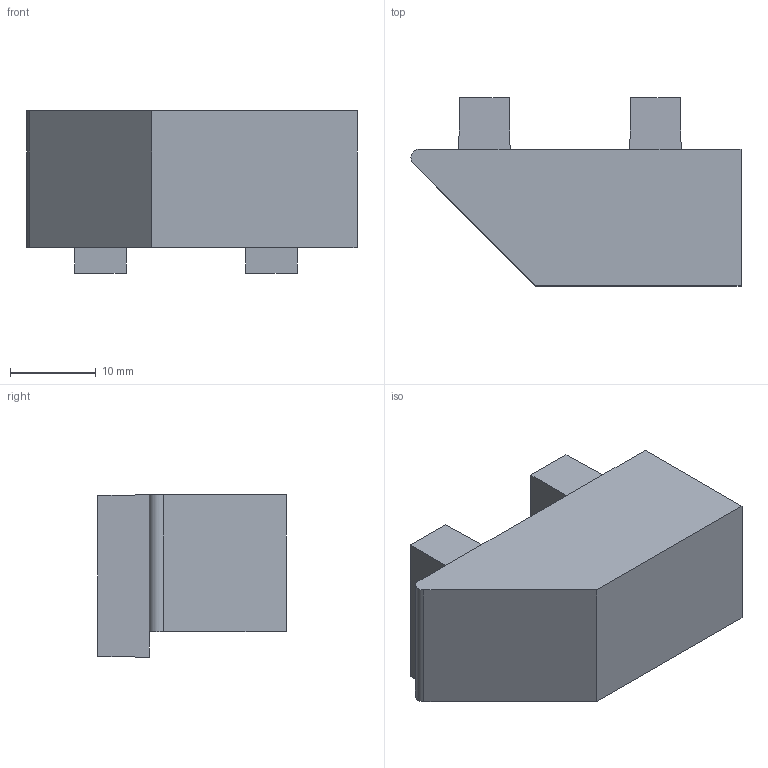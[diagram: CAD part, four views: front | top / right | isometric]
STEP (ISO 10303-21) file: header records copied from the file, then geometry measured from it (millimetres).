
FILE_DESCRIPTION(/* description */ (''),/* implementation_level */ '2;1');
FILE_NAME(/* name */ 'z-axis spacer_v6.step',/* time_stamp */ '2023-08-31T11:33:52-07:00',/* author */ (''),/* organization */ (''),/* preprocessor_version */ 'ST-DEVELOPER v20',/* originating_system */ 'Autodesk Translation Framework v12.9.0.99',/* authorisation */ '');
FILE_SCHEMA (('AUTOMOTIVE_DESIGN { 1 0 10303 214 3 1 1 }'));
Length unit declared in the file: millimetre
Products named in the file (1): z-axis spacer
Bounding box: 38.58 x 22 x 19 mm (x, y, z)
Volume: 9509 mm3; surface area: 3280.7 mm2
Topology: 1 solids, 1 shells, 21 faces, 49 edges, 30 vertices
Faces by surface type: plane 20, cylinder 1
Entity records: 614 total; most frequent: CARTESIAN_POINT 101, ORIENTED_EDGE 98, DIRECTION 95, EDGE_CURVE 49, LINE 47, VECTOR 47, VERTEX_POINT 30, AXIS2_PLACEMENT_3D 24
